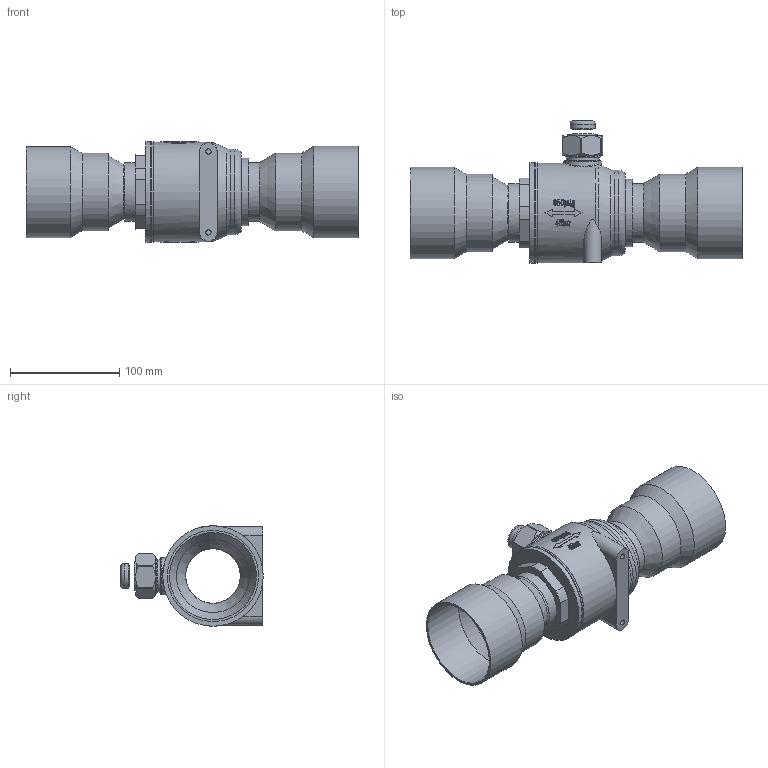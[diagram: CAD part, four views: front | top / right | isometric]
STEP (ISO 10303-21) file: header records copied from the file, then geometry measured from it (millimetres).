
FILE_DESCRIPTION(/* description */ (''),/* implementation_level */ '2;1');
FILE_NAME(/* name */ '009L7037R.stp',/* time_stamp */ '2022-08-08T17:30:41+03:00',/* author */ ('U403152'),/* organization */ (''),/* preprocessor_version */ 'ST-DEVELOPER v18.1',/* originating_system */ 'Autodesk Inventor 2020',/* authorisation */ '');
FILE_SCHEMA (('AUTOMOTIVE_DESIGN { 1 0 10303 214 3 1 1 }'));
Length unit declared in the file: millimetre
Products named in the file (1): Part1
Bounding box: 304 x 130.4 x 92 mm (x, y, z)
Volume: 360541.1 mm3; surface area: 168192.4 mm2
Topology: 1 solids, 3 shells, 428 faces, 1180 edges, 793 vertices
Faces by surface type: bspline 258, plane 71, cylinder 68, cone 25, torus 6
Full cylindrical faces by diameter (mm): 5 x2, 19 x1, 23 x1, 27.3 x1, 30.2 x1, 32 x1, 34 x1, 50 x2, 54 x3, 62 x1, 67 x2, 68 x1, 71 x2, 78 x1, 78.4 x1, 79.6 x2, 80 x1, 80.5 x1, 83.6 x2, 84.2 x1, 90.8 x1, 92 x2
Entity records: 62206 total; most frequent: CARTESIAN_POINT 51962, ORIENTED_EDGE 2360, DIRECTION 1513, EDGE_CURVE 1180, VERTEX_POINT 793, AXIS2_PLACEMENT_3D 547, EDGE_LOOP 467, FACE_OUTER_BOUND 428
